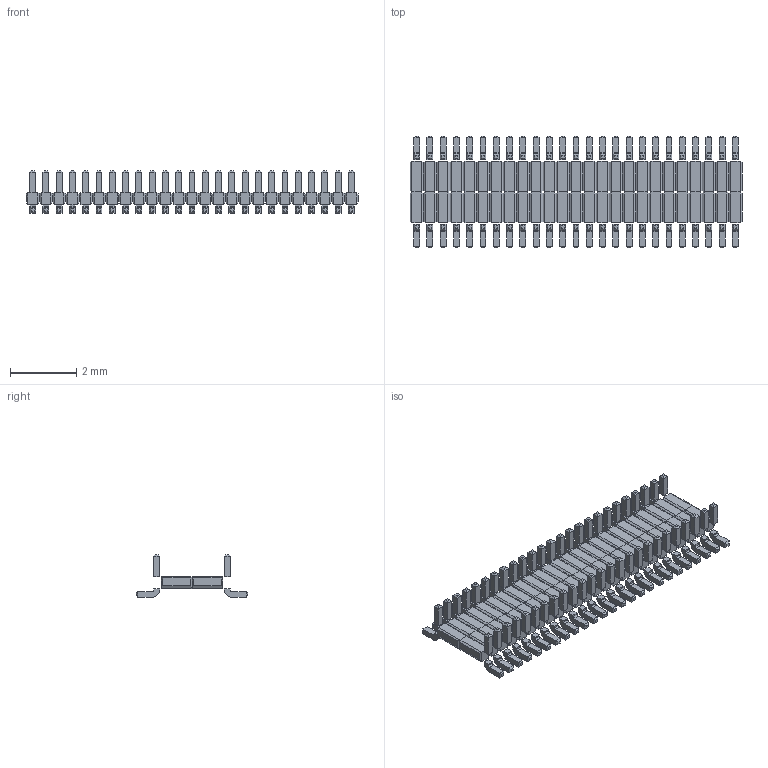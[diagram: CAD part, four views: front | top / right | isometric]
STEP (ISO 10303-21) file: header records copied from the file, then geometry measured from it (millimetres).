
FILE_DESCRIPTION(('STEP AP214'),'1');
FILE_NAME('CONN50_6p6X2p9_hdr_HIR','2022-03-17T09:49:18',(''),(''),'','','');
FILE_SCHEMA(('AUTOMOTIVE_DESIGN'));
Length unit declared in the file: millimetre
Products named in the file (1): product
Bounding box: 10 x 3.35 x 1.29 mm (x, y, z)
Volume: 8.3 mm3; surface area: 110.9 mm2
Topology: 102 solids, 102 shells, 1804 faces, 3808 edges, 2208 vertices
Faces by surface type: plane 1704, cylinder 100
Entity records: 44061 total; most frequent: DIRECTION 7618, ORIENTED_EDGE 7616, CARTESIAN_POINT 4113, EDGE_CURVE 3808, LINE 3608, VECTOR 3608, VERTEX_POINT 2208, AXIS2_PLACEMENT_3D 2005
